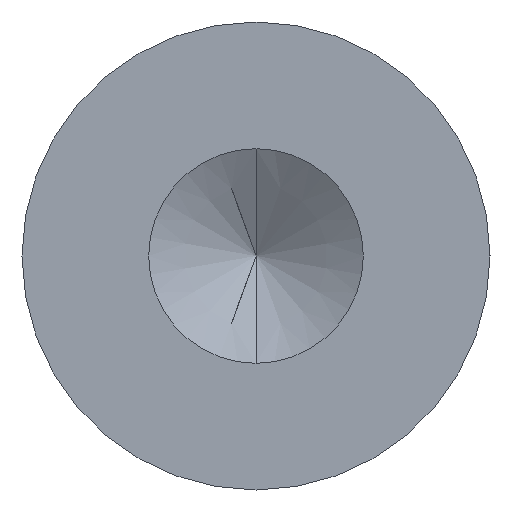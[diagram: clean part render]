
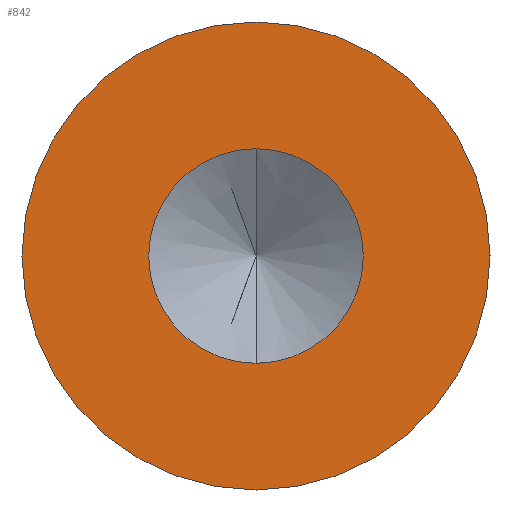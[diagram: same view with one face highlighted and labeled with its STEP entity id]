
A CAD part, left-side view. The second image highlights one B-rep face of the part: STEP entity #842.
In plain terms, the highlighted planar face has unit normal (-1, 0, 0).
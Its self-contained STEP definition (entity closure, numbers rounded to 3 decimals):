
#336=VERTEX_POINT('',#965);
#708=EDGE_CURVE('',#794,#762,#1383,.T.);
#762=VERTEX_POINT('',#1443);
#794=VERTEX_POINT('',#1479);
#824=EDGE_CURVE('',#336,#926,#1512,.T.);
#842=ADVANCED_FACE('',(#1535,#1536),#1537,.T.);
#868=EDGE_CURVE('',#762,#794,#1566,.T.);
#876=EDGE_CURVE('',#926,#336,#1574,.T.);
#926=VERTEX_POINT('',#1630);
#965=CARTESIAN_POINT('',(0.0,0.0,2.5));
#1383=CIRCLE('',#2209,1.147);
#1443=CARTESIAN_POINT('',(0.0,0.0,1.147));
#1479=CARTESIAN_POINT('',(0.0,0.,-1.147));
#1512=CIRCLE('',#2381,2.5);
#1535=FACE_OUTER_BOUND('',#2410,.T.);
#1536=FACE_BOUND('',#2411,.T.);
#1537=PLANE('',#2412);
#1566=CIRCLE('',#2456,1.147);
#1574=CIRCLE('',#2467,2.5);
#1630=CARTESIAN_POINT('',(0.0,0.,-2.5));
#2209=AXIS2_PLACEMENT_3D('',#3117,#3118,#3119);
#2381=AXIS2_PLACEMENT_3D('',#3285,#3286,#3287);
#2410=EDGE_LOOP('',(#3324,#3325));
#2411=EDGE_LOOP('',(#3326,#3327));
#2412=AXIS2_PLACEMENT_3D('',#3328,#3329,#3330);
#2456=AXIS2_PLACEMENT_3D('',#3367,#3368,#3369);
#2467=AXIS2_PLACEMENT_3D('',#3371,#3372,#3373);
#3117=CARTESIAN_POINT('',(0.0,0.0,0.0));
#3118=DIRECTION('',(1.0,0.0,-0.0));
#3119=DIRECTION('',(0.0,0.0,1.0));
#3285=CARTESIAN_POINT('',(0.0,0.0,0.0));
#3286=DIRECTION('',(1.0,0.0,-0.0));
#3287=DIRECTION('',(0.0,0.0,1.0));
#3324=ORIENTED_EDGE('',*,*,#824,.F.);
#3325=ORIENTED_EDGE('',*,*,#876,.F.);
#3326=ORIENTED_EDGE('',*,*,#868,.T.);
#3327=ORIENTED_EDGE('',*,*,#708,.T.);
#3328=CARTESIAN_POINT('',(0.0,0.0,1.823));
#3329=DIRECTION('',(-1.0,0.0,0.0));
#3330=DIRECTION('',(0.0,0.0,1.0));
#3367=CARTESIAN_POINT('',(0.0,0.0,0.0));
#3368=DIRECTION('',(1.0,0.0,-0.0));
#3369=DIRECTION('',(0.0,0.0,1.0));
#3371=CARTESIAN_POINT('',(0.0,0.0,0.0));
#3372=DIRECTION('',(1.0,0.0,-0.0));
#3373=DIRECTION('',(0.0,0.0,1.0));
